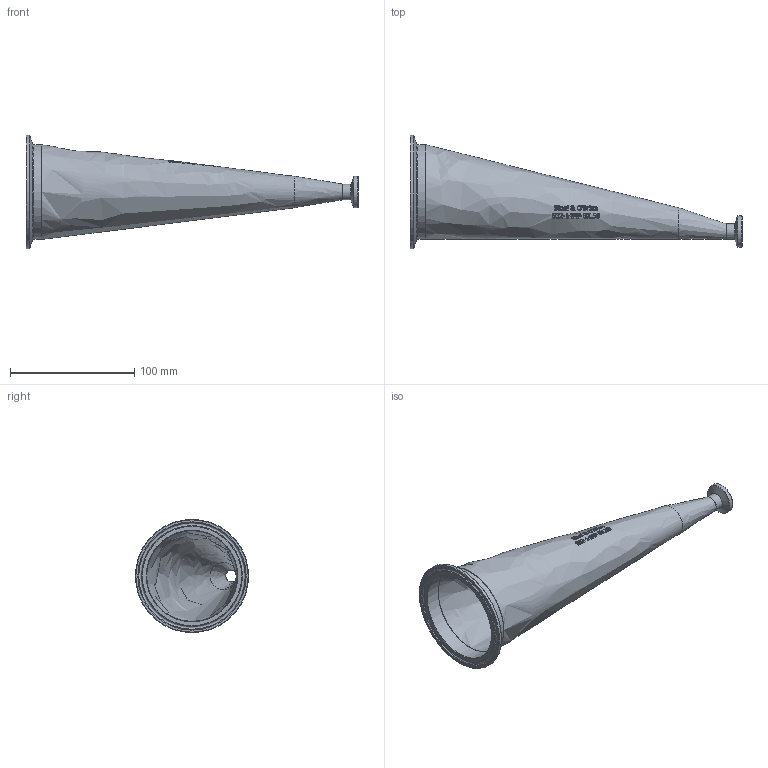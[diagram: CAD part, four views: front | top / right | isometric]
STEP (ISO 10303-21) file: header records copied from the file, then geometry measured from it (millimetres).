
FILE_DESCRIPTION(/* description */ (''),/* implementation_level */ '2;1');
FILE_NAME(/* name */ 'S32-14MP-3X.50.stp',/* time_stamp */ '2018-11-27T13:29:25-05:00',/* author */ ('rick'),/* organization */ (''),/* preprocessor_version */ 'ST-DEVELOPER v15.2',/* originating_system */ 'Autodesk Inventor 2014',/* authorisation */ '');
FILE_SCHEMA (('AUTOMOTIVE_DESIGN { 1 0 10303 214 3 1 1 }'));
Length unit declared in the file: inch
Products named in the file (1): S32-14MP-3X.50
Bounding box: 266.7 x 90.91 x 90.91 mm (x, y, z)
Volume: 69270.2 mm3; surface area: 79821.2 mm2
Topology: 1 solids, 1 shells, 477 faces, 1276 edges, 846 vertices
Faces by surface type: bspline 261, plane 190, torus 14, cylinder 7, cone 5
Full cylindrical faces by diameter (mm): 9.398 x1, 12.7 x1, 21.895 x1, 24.994 x1, 72.898 x1, 76.2 x1, 90.907 x1
Entity records: 18968 total; most frequent: CARTESIAN_POINT 9125, ORIENTED_EDGE 2500, EDGE_CURVE 1250, DIRECTION 1137, VERTEX_POINT 846, B_SPLINE_CURVE_WITH_KNOTS 622, EDGE_LOOP 550, ADVANCED_FACE 477
